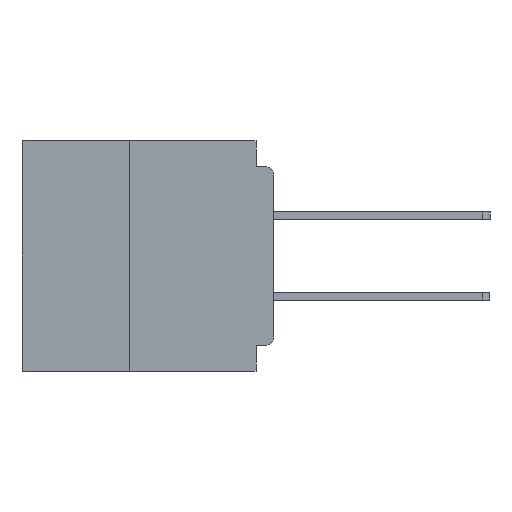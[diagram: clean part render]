
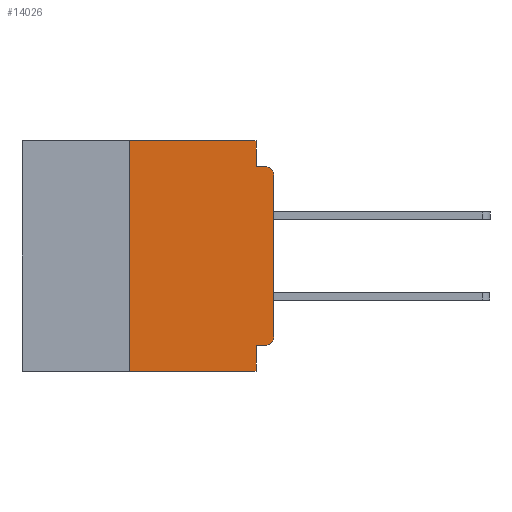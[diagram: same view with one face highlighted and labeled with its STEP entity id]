
A CAD part, left-side view. The second image highlights one B-rep face of the part: STEP entity #14026.
In plain terms, the highlighted planar face has unit normal (-1, 0, 0).
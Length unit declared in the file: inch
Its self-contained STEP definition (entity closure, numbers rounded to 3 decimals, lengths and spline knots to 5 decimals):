
#1250 = VERTEX_POINT ( 'NONE', #40884 ) ;
#1590 = DIRECTION ( 'NONE',  ( 0., 0., -1. ) ) ;
#2729 = CARTESIAN_POINT ( 'NONE',  ( 0., 0.031, 0. ) ) ;
#2854 = DIRECTION ( 'NONE',  ( 0., -1., 0. ) ) ;
#3117 = DIRECTION ( 'NONE',  ( 0., -1., 0. ) ) ;
#3135 = CIRCLE ( 'NONE', #45856, 0.015 ) ;
#6963 = PLANE ( 'NONE',  #13574 ) ;
#7961 = CARTESIAN_POINT ( 'NONE',  ( 0., 0.031, 0. ) ) ;
#8533 = VERTEX_POINT ( 'NONE', #56272 ) ;
#8826 = EDGE_CURVE ( 'NONE', #38852, #16063, #28769, .T. ) ;
#8931 = VECTOR ( 'NONE', #30475, 39.37008 ) ;
#9271 = CARTESIAN_POINT ( 'NONE',  ( 0., 0., -0.355 ) ) ;
#10212 = CARTESIAN_POINT ( 'NONE',  ( 0., 0., -0.06 ) ) ;
#10884 = VERTEX_POINT ( 'NONE', #51581 ) ;
#11496 = DIRECTION ( 'NONE',  ( 1., 0., 0. ) ) ;
#11976 = CARTESIAN_POINT ( 'NONE',  ( 0., 0.437, -0.4 ) ) ;
#12045 = EDGE_CURVE ( 'NONE', #1250, #10884, #28389, .T. ) ;
#13014 = VECTOR ( 'NONE', #38743, 39.37008 ) ;
#13574 = AXIS2_PLACEMENT_3D ( 'NONE', #42501, #11496, #42691 ) ;
#14026 = ADVANCED_FACE ( 'NONE', ( #53877 ), #6963, .F. ) ;
#14721 = CARTESIAN_POINT ( 'NONE',  ( 0., 0.25, -0.4 ) ) ;
#15240 = DIRECTION ( 'NONE',  ( -1., 0., 0. ) ) ;
#15632 = CARTESIAN_POINT ( 'NONE',  ( 0., 0.25, -0.4 ) ) ;
#16063 = VERTEX_POINT ( 'NONE', #30274 ) ;
#16929 = VECTOR ( 'NONE', #49482, 39.37008 ) ;
#19881 = CARTESIAN_POINT ( 'NONE',  ( 0., 0.031, -0.4 ) ) ;
#23260 = EDGE_CURVE ( 'NONE', #16063, #8533, #53505, .T. ) ;
#23508 = LINE ( 'NONE', #15632, #32487 ) ;
#23835 = EDGE_CURVE ( 'NONE', #35478, #10884, #45064, .T. ) ;
#24552 = CARTESIAN_POINT ( 'NONE',  ( 0., 0.25, 0. ) ) ;
#25694 = EDGE_LOOP ( 'NONE', ( #48379, #44953, #45892, #26992, #39255, #56576, #43319, #33673, #30082, #25984 ) ) ;
#25947 = AXIS2_PLACEMENT_3D ( 'NONE', #41928, #15240, #46409 ) ;
#25984 = ORIENTED_EDGE ( 'NONE', *, *, #28118, .T. ) ;
#26284 = VERTEX_POINT ( 'NONE', #14721 ) ;
#26992 = ORIENTED_EDGE ( 'NONE', *, *, #50012, .F. ) ;
#27122 = EDGE_CURVE ( 'NONE', #29439, #28313, #44442, .T. ) ;
#27532 = DIRECTION ( 'NONE',  ( 0., 0., 1. ) ) ;
#28118 = EDGE_CURVE ( 'NONE', #38852, #34082, #3135, .T. ) ;
#28313 = VERTEX_POINT ( 'NONE', #2729 ) ;
#28373 = VECTOR ( 'NONE', #27532, 39.37008 ) ;
#28383 = DIRECTION ( 'NONE',  ( -1., 0., 0. ) ) ;
#28389 = LINE ( 'NONE', #56532, #38838 ) ;
#28769 = LINE ( 'NONE', #9271, #16929 ) ;
#29439 = VERTEX_POINT ( 'NONE', #24552 ) ;
#29667 = CARTESIAN_POINT ( 'NONE',  ( 0., 0.437, 0. ) ) ;
#29851 = VECTOR ( 'NONE', #55384, 39.37008 ) ;
#30082 = ORIENTED_EDGE ( 'NONE', *, *, #8826, .F. ) ;
#30274 = CARTESIAN_POINT ( 'NONE',  ( 0., 0.031, -0.355 ) ) ;
#30475 = DIRECTION ( 'NONE',  ( 0., 0., -1. ) ) ;
#32487 = VECTOR ( 'NONE', #42296, 39.37008 ) ;
#33673 = ORIENTED_EDGE ( 'NONE', *, *, #23260, .F. ) ;
#34082 = VERTEX_POINT ( 'NONE', #45445 ) ;
#35478 = VERTEX_POINT ( 'NONE', #10212 ) ;
#35700 = EDGE_CURVE ( 'NONE', #26284, #8533, #48587, .T. ) ;
#38743 = DIRECTION ( 'NONE',  ( 0., -1., 0. ) ) ;
#38838 = VECTOR ( 'NONE', #3117, 39.37008 ) ;
#38852 = VERTEX_POINT ( 'NONE', #41649 ) ;
#39255 = ORIENTED_EDGE ( 'NONE', *, *, #27122, .F. ) ;
#40884 = CARTESIAN_POINT ( 'NONE',  ( 0., 0.031, -0.045 ) ) ;
#41649 = CARTESIAN_POINT ( 'NONE',  ( 0., 0.015, -0.355 ) ) ;
#41928 = CARTESIAN_POINT ( 'NONE',  ( 0., 0.015, -0.06 ) ) ;
#42296 = DIRECTION ( 'NONE',  ( 0., 0., 1. ) ) ;
#42501 = CARTESIAN_POINT ( 'NONE',  ( 0., 0.437, 0. ) ) ;
#42691 = DIRECTION ( 'NONE',  ( 0., 0., -1. ) ) ;
#43319 = ORIENTED_EDGE ( 'NONE', *, *, #35700, .T. ) ;
#44442 = LINE ( 'NONE', #29667, #54863 ) ;
#44548 = LINE ( 'NONE', #7961, #8931 ) ;
#44953 = ORIENTED_EDGE ( 'NONE', *, *, #23835, .T. ) ;
#45064 = CIRCLE ( 'NONE', #25947, 0.015 ) ;
#45445 = CARTESIAN_POINT ( 'NONE',  ( 0., 0., -0.34 ) ) ;
#45856 = AXIS2_PLACEMENT_3D ( 'NONE', #54979, #28383, #1590 ) ;
#45892 = ORIENTED_EDGE ( 'NONE', *, *, #12045, .F. ) ;
#46409 = DIRECTION ( 'NONE',  ( 0., 0., -1. ) ) ;
#46760 = EDGE_CURVE ( 'NONE', #26284, #29439, #23508, .T. ) ;
#48379 = ORIENTED_EDGE ( 'NONE', *, *, #57239, .T. ) ;
#48587 = LINE ( 'NONE', #11976, #13014 ) ;
#49482 = DIRECTION ( 'NONE',  ( 0., 1., 0. ) ) ;
#50012 = EDGE_CURVE ( 'NONE', #28313, #1250, #44548, .T. ) ;
#50627 = LINE ( 'NONE', #54117, #28373 ) ;
#51581 = CARTESIAN_POINT ( 'NONE',  ( 0., 0.015, -0.045 ) ) ;
#53505 = LINE ( 'NONE', #19881, #29851 ) ;
#53877 = FACE_OUTER_BOUND ( 'NONE', #25694, .T. ) ;
#54117 = CARTESIAN_POINT ( 'NONE',  ( 0., 0., 0. ) ) ;
#54863 = VECTOR ( 'NONE', #2854, 39.37008 ) ;
#54979 = CARTESIAN_POINT ( 'NONE',  ( 0., 0.015, -0.34 ) ) ;
#55384 = DIRECTION ( 'NONE',  ( 0., 0., -1. ) ) ;
#56272 = CARTESIAN_POINT ( 'NONE',  ( 0., 0.031, -0.4 ) ) ;
#56532 = CARTESIAN_POINT ( 'NONE',  ( 0., 0., -0.045 ) ) ;
#56576 = ORIENTED_EDGE ( 'NONE', *, *, #46760, .F. ) ;
#57239 = EDGE_CURVE ( 'NONE', #34082, #35478, #50627, .T. ) ;
